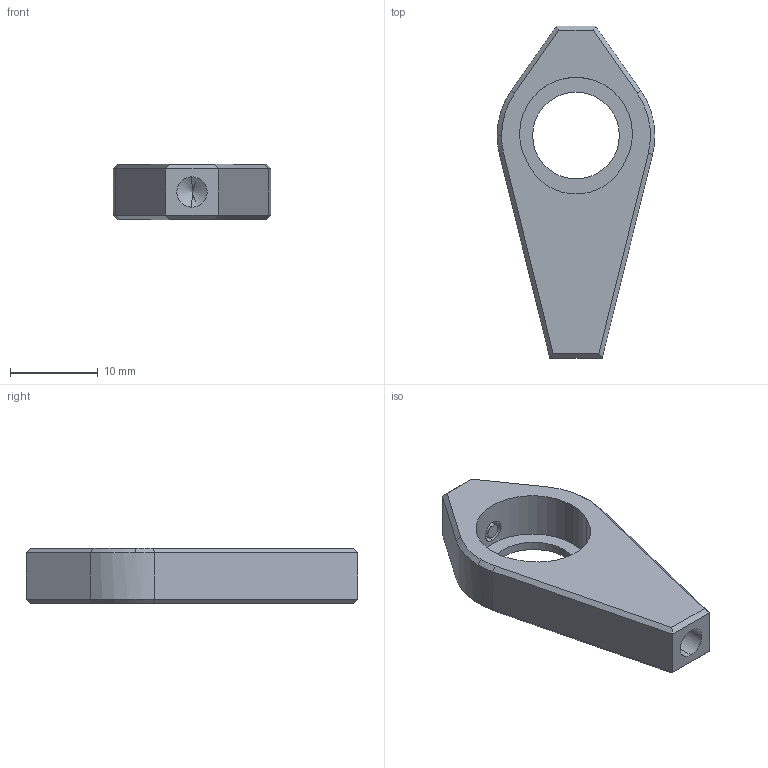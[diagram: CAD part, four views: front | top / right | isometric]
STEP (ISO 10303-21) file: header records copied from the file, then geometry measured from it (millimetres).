
FILE_DESCRIPTION (( 'STEP AP203' ), '1' );
FILE_NAME ('Web Model 13599_13599.step', '2019-10-31T13:10:32', ( '' ), ( '' ), 'SwSTEP 2.0', 'SolidWorks 2018', '' );
FILE_SCHEMA (( 'CONFIG_CONTROL_DESIGN' ));
Length unit declared in the file: millimetre
Products named in the file (1): Web Model 13599_13599
Bounding box: 18 x 37.9 x 6.35 mm (x, y, z)
Volume: 2075.3 mm3; surface area: 1759.3 mm2
Topology: 2 solids, 2 shells, 90 faces, 214 edges, 127 vertices
Faces by surface type: plane 35, cylinder 30, cone 22, bspline 3
Entity records: 3750 total; most frequent: CARTESIAN_POINT 1707, ORIENTED_EDGE 420, DIRECTION 392, EDGE_CURVE 210, AXIS2_PLACEMENT_3D 144, VERTEX_POINT 127, VECTOR 104, LINE 104
